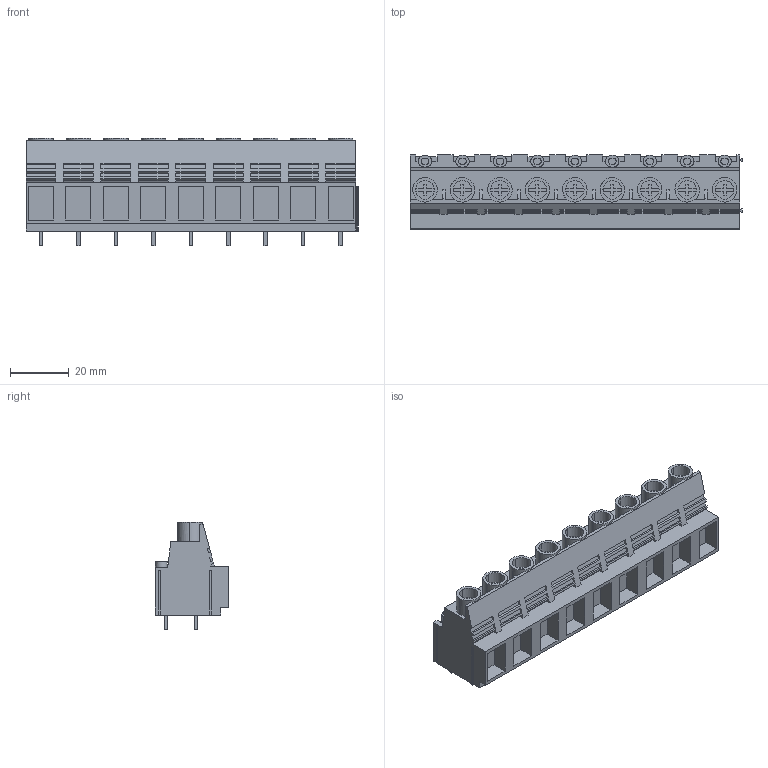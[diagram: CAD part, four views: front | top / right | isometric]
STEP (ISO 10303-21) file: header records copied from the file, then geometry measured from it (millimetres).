
FILE_DESCRIPTION(('CATIA V5 STEP Exchange','CAx-IF Rec.Pracs.--- Model Styling and Organization---1.2---2011-12-15'),'2;1');
FILE_NAME ('D1461528_0_2014900000_2014900000.stp','2018-04-09T05:43:13+00:00',('none'),('Weidmueller'),'CATIA Version 5-6 Release 2014','CATIA V5 STEP AP214','none');
FILE_SCHEMA(('AUTOMOTIVE_DESIGN { 1 0 10303 214 1 1 1 1 }'));
Length unit declared in the file: millimetre
Products named in the file (1): 2014900000
Bounding box: 112.56 x 25.07 x 36.5 mm (x, y, z)
Volume: 53545.7 mm3; surface area: 21491.6 mm2
Topology: 28 solids, 28 shells, 935 faces, 2517 edges, 1688 vertices
Faces by surface type: plane 845, cylinder 90
Entity records: 26621 total; most frequent: CARTESIAN_POINT 5043, ORIENTED_EDGE 5034, DIRECTION 3400, EDGE_CURVE 2517, VECTOR 2247, LINE 2247, VERTEX_POINT 1688, EDGE_LOOP 985
